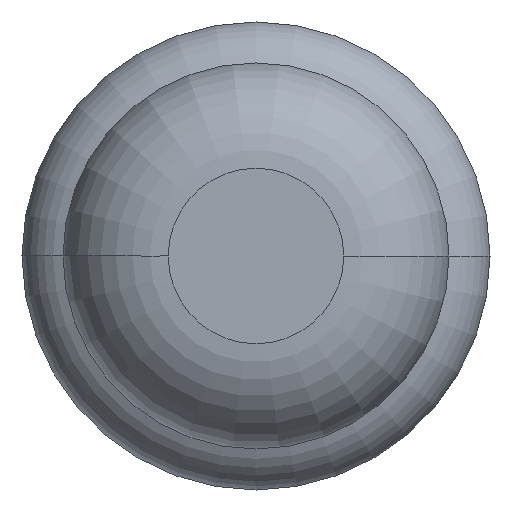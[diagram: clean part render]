
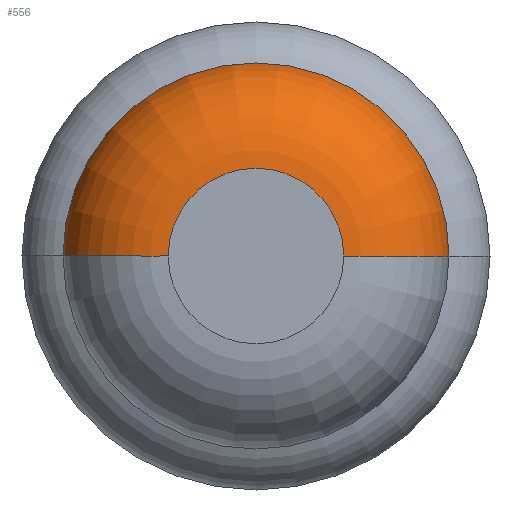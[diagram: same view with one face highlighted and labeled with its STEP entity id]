
A CAD part, front view. The second image highlights one B-rep face of the part: STEP entity #556.
In plain terms, the highlighted toroidal (fillet/blend) face has major radius 0.375 mm and minor radius 0.45 mm.
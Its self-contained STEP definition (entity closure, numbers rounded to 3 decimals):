
#95 = DIRECTION ( 'NONE',  ( 0., -1., 0. ) ) ;
#208 = DIRECTION ( 'NONE',  ( 1., 0., 0. ) ) ;
#433 = VERTEX_POINT ( 'NONE', #2318 ) ;
#556 = ADVANCED_FACE ( 'Defeature ausgef�hrt1_8', ( #4239 ), #3942, .T. ) ;
#586 = EDGE_CURVE ( 'NONE', #2741, #1017, #2757, .T. ) ;
#744 = DIRECTION ( 'NONE',  ( 0., -1., 0. ) ) ;
#805 = AXIS2_PLACEMENT_3D ( 'NONE', #1043, #2520, #1445 ) ;
#969 = DIRECTION ( 'NONE',  ( 0., 0., 1. ) ) ;
#1017 = VERTEX_POINT ( 'NONE', #4327 ) ;
#1043 = CARTESIAN_POINT ( 'NONE',  ( 0.375, -31.55, 0. ) ) ;
#1445 = DIRECTION ( 'NONE',  ( -1., 0., 0. ) ) ;
#1501 = ORIENTED_EDGE ( 'NONE', *, *, #1613, .T. ) ;
#1521 = DIRECTION ( 'NONE',  ( 1., 0., 0. ) ) ;
#1597 = CIRCLE ( 'NONE', #805, 0.45 ) ;
#1613 = EDGE_CURVE ( 'Defeature ausgef�hrt1_8+Defeature ausgef�hrt1_9+Defeature ausgef�hrt1_9+Defeature ausgef�hrt1_9', #433, #2741, #3588, .T. ) ;
#1655 = AXIS2_PLACEMENT_3D ( 'NONE', #4179, #744, #1521 ) ;
#2119 = CIRCLE ( 'NONE', #4774, 0.375 ) ;
#2318 = CARTESIAN_POINT ( 'NONE',  ( 0.825, -31.55, 0. ) ) ;
#2406 = DIRECTION ( 'NONE',  ( 1., 0., 0. ) ) ;
#2408 = CARTESIAN_POINT ( 'NONE',  ( 0., -32., 0. ) ) ;
#2490 = EDGE_CURVE ( 'NONE', #433, #3408, #1597, .T. ) ;
#2520 = DIRECTION ( 'NONE',  ( 0., 0., -1. ) ) ;
#2676 = ORIENTED_EDGE ( 'NONE', *, *, #2877, .F. ) ;
#2741 = VERTEX_POINT ( 'NONE', #4227 ) ;
#2757 = CIRCLE ( 'NONE', #4863, 0.45 ) ;
#2877 = EDGE_CURVE ( 'Defeature ausgef�hrt1_7+Defeature ausgef�hrt1_8+Defeature ausgef�hrt1_8+Defeature ausgef�hrt1_8', #3408, #1017, #2119, .T. ) ;
#3216 = CARTESIAN_POINT ( 'NONE',  ( -0.375, -31.55, 0. ) ) ;
#3322 = ORIENTED_EDGE ( 'NONE', *, *, #2490, .F. ) ;
#3408 = VERTEX_POINT ( 'NONE', #4267 ) ;
#3430 = ORIENTED_EDGE ( 'NONE', *, *, #586, .T. ) ;
#3553 = CARTESIAN_POINT ( 'NONE',  ( 0., -31.55, 0. ) ) ;
#3588 = CIRCLE ( 'NONE', #1655, 0.825 ) ;
#3942 = TOROIDAL_SURFACE ( 'NONE', #4454, 0.375, 0.45 ) ;
#4013 = EDGE_LOOP ( 'NONE', ( #1501, #3430, #2676, #3322 ) ) ;
#4179 = CARTESIAN_POINT ( 'NONE',  ( 0., -31.55, 0. ) ) ;
#4227 = CARTESIAN_POINT ( 'NONE',  ( -0.825, -31.55, 0. ) ) ;
#4239 = FACE_OUTER_BOUND ( 'NONE', #4013, .T. ) ;
#4267 = CARTESIAN_POINT ( 'NONE',  ( 0.375, -32., 0. ) ) ;
#4288 = DIRECTION ( 'NONE',  ( 1., 0., 0. ) ) ;
#4327 = CARTESIAN_POINT ( 'NONE',  ( -0.375, -32., 0. ) ) ;
#4454 = AXIS2_PLACEMENT_3D ( 'NONE', #3553, #95, #2406 ) ;
#4674 = DIRECTION ( 'NONE',  ( 0., -1., 0. ) ) ;
#4774 = AXIS2_PLACEMENT_3D ( 'NONE', #2408, #4674, #4288 ) ;
#4863 = AXIS2_PLACEMENT_3D ( 'NONE', #3216, #969, #208 ) ;
